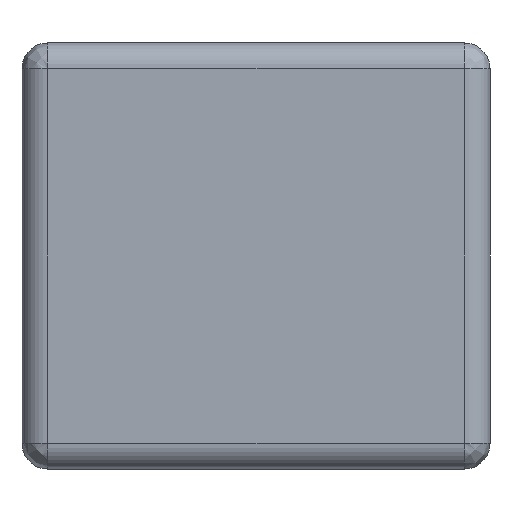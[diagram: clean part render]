
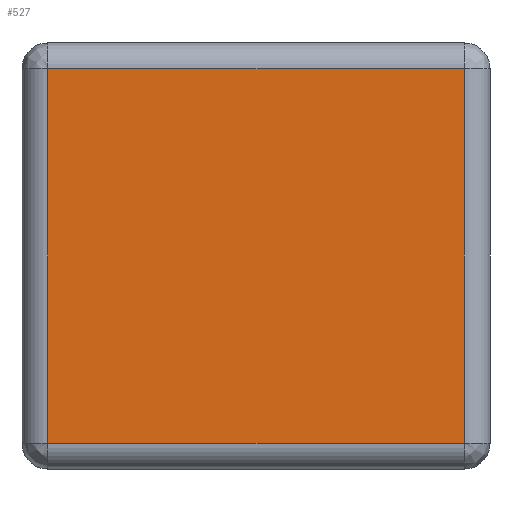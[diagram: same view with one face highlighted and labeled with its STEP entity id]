
A CAD part, left-side view. The second image highlights one B-rep face of the part: STEP entity #527.
In plain terms, the highlighted planar face has unit normal (-1, 0, 0).
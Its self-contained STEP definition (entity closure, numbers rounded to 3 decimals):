
#41 = ORIENTED_EDGE ( 'NONE', *, *, #1077, .F. ) ;
#42 = AXIS2_PLACEMENT_3D ( 'NONE', #529, #1158, #91 ) ;
#67 = LINE ( 'NONE', #1095, #168 ) ;
#91 = DIRECTION ( 'NONE',  ( 0., 0., -1. ) ) ;
#119 = VECTOR ( 'NONE', #745, 1000. ) ;
#161 = CARTESIAN_POINT ( 'NONE',  ( -3.05, 2.79, 1.118 ) ) ;
#168 = VECTOR ( 'NONE', #1212, 1000. ) ;
#205 = LINE ( 'NONE', #161, #663 ) ;
#267 = VERTEX_POINT ( 'NONE', #811 ) ;
#309 = CARTESIAN_POINT ( 'NONE',  ( -3.05, 2.638, 1.118 ) ) ;
#413 = CARTESIAN_POINT ( 'NONE',  ( -3.05, 0.152, -1.117 ) ) ;
#423 = CARTESIAN_POINT ( 'NONE',  ( -3.05, 0.152, 1.117 ) ) ;
#461 = EDGE_CURVE ( 'NONE', #981, #267, #1326, .T. ) ;
#527 = ADVANCED_FACE ( 'NONE', ( #975 ), #735, .F. ) ;
#529 = CARTESIAN_POINT ( 'NONE',  ( -3.05, 2.79, -1.27 ) ) ;
#663 = VECTOR ( 'NONE', #1019, 1000. ) ;
#676 = ORIENTED_EDGE ( 'NONE', *, *, #461, .F. ) ;
#700 = LINE ( 'NONE', #953, #119 ) ;
#735 = PLANE ( 'NONE',  #42 ) ;
#745 = DIRECTION ( 'NONE',  ( 0., 0., -1. ) ) ;
#811 = CARTESIAN_POINT ( 'NONE',  ( -3.05, 2.638, -1.117 ) ) ;
#830 = ORIENTED_EDGE ( 'NONE', *, *, #1273, .F. ) ;
#953 = CARTESIAN_POINT ( 'NONE',  ( -3.05, 0.152, -1.27 ) ) ;
#975 = FACE_OUTER_BOUND ( 'NONE', #1065, .T. ) ;
#981 = VERTEX_POINT ( 'NONE', #413 ) ;
#987 = VECTOR ( 'NONE', #1252, 1000. ) ;
#1019 = DIRECTION ( 'NONE',  ( 0., -1., 0. ) ) ;
#1065 = EDGE_LOOP ( 'NONE', ( #676, #1307, #41, #830 ) ) ;
#1077 = EDGE_CURVE ( 'NONE', #1124, #1121, #205, .T. ) ;
#1095 = CARTESIAN_POINT ( 'NONE',  ( -3.05, 2.638, 0. ) ) ;
#1121 = VERTEX_POINT ( 'NONE', #423 ) ;
#1124 = VERTEX_POINT ( 'NONE', #309 ) ;
#1125 = EDGE_CURVE ( 'NONE', #1121, #981, #700, .T. ) ;
#1158 = DIRECTION ( 'NONE',  ( 1., 0., 0. ) ) ;
#1212 = DIRECTION ( 'NONE',  ( 0., 0., 1. ) ) ;
#1252 = DIRECTION ( 'NONE',  ( 0., 1., 0. ) ) ;
#1273 = EDGE_CURVE ( 'NONE', #267, #1124, #67, .T. ) ;
#1307 = ORIENTED_EDGE ( 'NONE', *, *, #1125, .F. ) ;
#1326 = LINE ( 'NONE', #1339, #987 ) ;
#1339 = CARTESIAN_POINT ( 'NONE',  ( -3.05, 2.79, -1.117 ) ) ;
